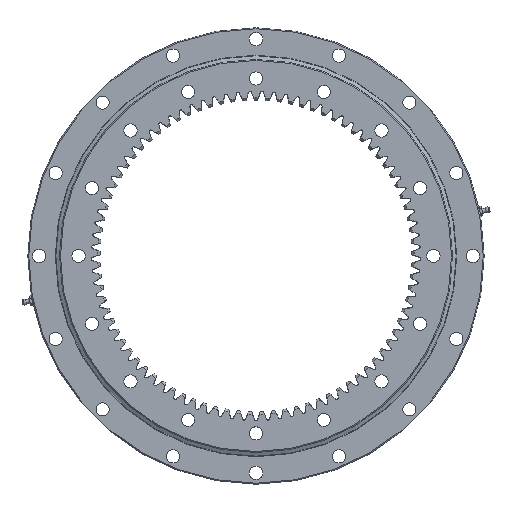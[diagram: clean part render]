
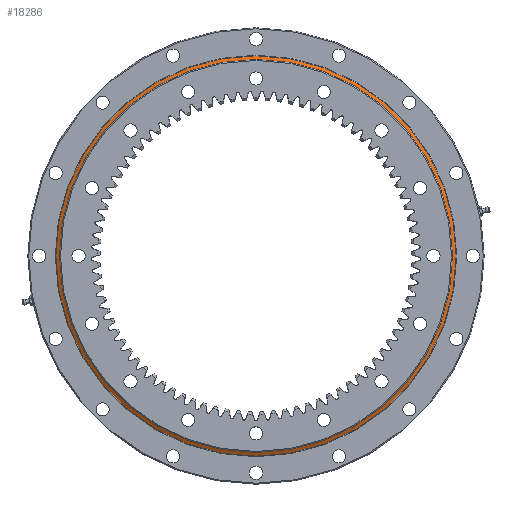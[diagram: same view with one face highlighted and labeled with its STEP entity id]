
A CAD part, top view. The second image highlights one B-rep face of the part: STEP entity #18286.
In plain terms, the highlighted conical face has half-angle 60.945 degrees and reference radius 209.25 mm.
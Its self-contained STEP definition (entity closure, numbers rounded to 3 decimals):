
#546 = VERTEX_POINT ( 'NONE', #15175 ) ;
#1015 = VERTEX_POINT ( 'NONE', #12043 ) ;
#3690 = CARTESIAN_POINT ( 'NONE',  ( 205.75, 1., 0. ) ) ;
#5676 = FACE_BOUND ( 'NONE', #30712, .T. ) ;
#6892 = DIRECTION ( 'NONE',  ( 0., 0., -1. ) ) ;
#7147 = DIRECTION ( 'NONE',  ( 0., 0., -1. ) ) ;
#9695 = ORIENTED_EDGE ( 'NONE', *, *, #20836, .T. ) ;
#10418 = AXIS2_PLACEMENT_3D ( 'NONE', #3690, #14377, #17425 ) ;
#12043 = CARTESIAN_POINT ( 'NONE',  ( 205.75, -1.075, -212.986 ) ) ;
#14377 = DIRECTION ( 'NONE',  ( 0., -1., 0. ) ) ;
#14908 = EDGE_CURVE ( 'NONE', #1015, #1015, #28099, .T. ) ;
#15175 = CARTESIAN_POINT ( 'NONE',  ( 205.75, 1., -209.25 ) ) ;
#15422 = CARTESIAN_POINT ( 'NONE',  ( 205.75, -1.075, 0. ) ) ;
#15519 = EDGE_LOOP ( 'NONE', ( #21174 ) ) ;
#16208 = AXIS2_PLACEMENT_3D ( 'NONE', #23595, #23131, #6892 ) ;
#16991 = FACE_OUTER_BOUND ( 'NONE', #15519, .T. ) ;
#17400 = CIRCLE ( 'NONE', #10418, 209.25 ) ;
#17425 = DIRECTION ( 'NONE',  ( 0., 0., -1. ) ) ;
#18286 = ADVANCED_FACE ( 'NONE', ( #16991, #5676 ), #27491, .T. ) ;
#20836 = EDGE_CURVE ( 'NONE', #546, #546, #17400, .T. ) ;
#21043 = DIRECTION ( 'NONE',  ( 0., -1., 0. ) ) ;
#21174 = ORIENTED_EDGE ( 'NONE', *, *, #14908, .F. ) ;
#23131 = DIRECTION ( 'NONE',  ( 0., -1., 0. ) ) ;
#23595 = CARTESIAN_POINT ( 'NONE',  ( 205.75, 1., 0. ) ) ;
#27491 = CONICAL_SURFACE ( 'NONE', #16208, 209.25, 1.064 ) ;
#28099 = CIRCLE ( 'NONE', #30466, 212.986 ) ;
#30466 = AXIS2_PLACEMENT_3D ( 'NONE', #15422, #21043, #7147 ) ;
#30712 = EDGE_LOOP ( 'NONE', ( #9695 ) ) ;
